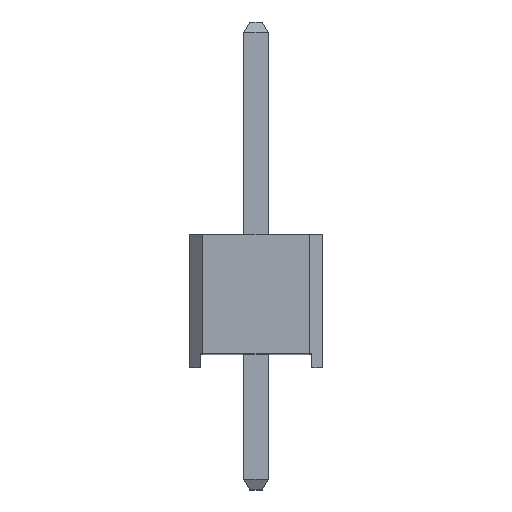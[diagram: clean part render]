
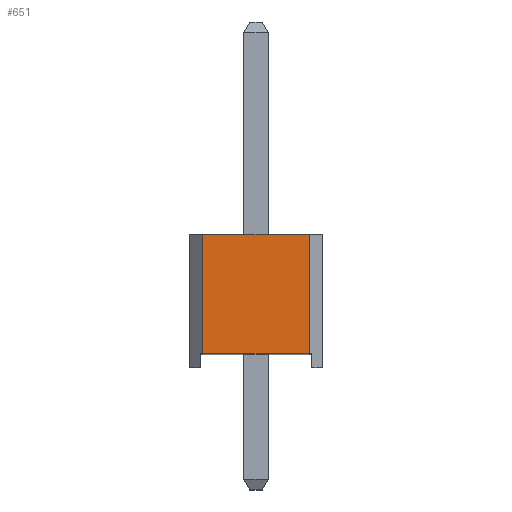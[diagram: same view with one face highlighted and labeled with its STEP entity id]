
A CAD part, top view. The second image highlights one B-rep face of the part: STEP entity #651.
In plain terms, the highlighted planar face has unit normal (0, 0, 1).
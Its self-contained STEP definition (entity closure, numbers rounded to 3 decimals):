
#651=ADVANCED_FACE('',(#1742),#1743,.T.);
#835=EDGE_CURVE('',#2011,#2008,#2012,.T.);
#947=EDGE_CURVE('',#2171,#2174,#2175,.T.);
#1053=EDGE_CURVE('',#2008,#2174,#2310,.T.);
#1055=EDGE_CURVE('',#2011,#2171,#2312,.T.);
#1742=FACE_OUTER_BOUND('',#3163,.T.);
#1743=PLANE('',#3164);
#2008=VERTEX_POINT('',#3540);
#2011=VERTEX_POINT('',#3545);
#2012=LINE('',#3546,#3547);
#2171=VERTEX_POINT('',#3815);
#2174=VERTEX_POINT('',#3820);
#2175=LINE('',#3821,#3822);
#2310=LINE('',#4062,#4063);
#2312=LINE('',#4066,#4067);
#3163=EDGE_LOOP('',(#5548,#5549,#5550,#5551));
#3164=AXIS2_PLACEMENT_3D('',#5552,#5553,#5554);
#3540=CARTESIAN_POINT('',(1.0,0.25,5.715));
#3545=CARTESIAN_POINT('',(-1.0,0.25,5.715));
#3546=CARTESIAN_POINT('',(-1.0,0.25,5.715));
#3547=VECTOR('',#5919,2.0);
#3815=CARTESIAN_POINT('',(-1.0,2.5,5.715));
#3820=CARTESIAN_POINT('',(1.0,2.5,5.715));
#3821=CARTESIAN_POINT('',(-1.0,2.5,5.715));
#3822=VECTOR('',#5975,2.0);
#4062=CARTESIAN_POINT('',(1.0,0.25,5.715));
#4063=VECTOR('',#6028,2.25);
#4066=CARTESIAN_POINT('',(-1.0,0.25,5.715));
#4067=VECTOR('',#6029,2.25);
#5548=ORIENTED_EDGE('',*,*,#1053,.T.);
#5549=ORIENTED_EDGE('',*,*,#947,.F.);
#5550=ORIENTED_EDGE('',*,*,#1055,.F.);
#5551=ORIENTED_EDGE('',*,*,#835,.T.);
#5552=CARTESIAN_POINT('',(-1.0,0.0,5.715));
#5553=DIRECTION('',(0.0,0.0,1.0));
#5554=DIRECTION('',(1.0,-0.0,0.0));
#5919=DIRECTION('',(1.0,0.0,0.0));
#5975=DIRECTION('',(1.0,0.0,0.0));
#6028=DIRECTION('',(0.0,1.0,0.0));
#6029=DIRECTION('',(0.0,1.0,0.0));
